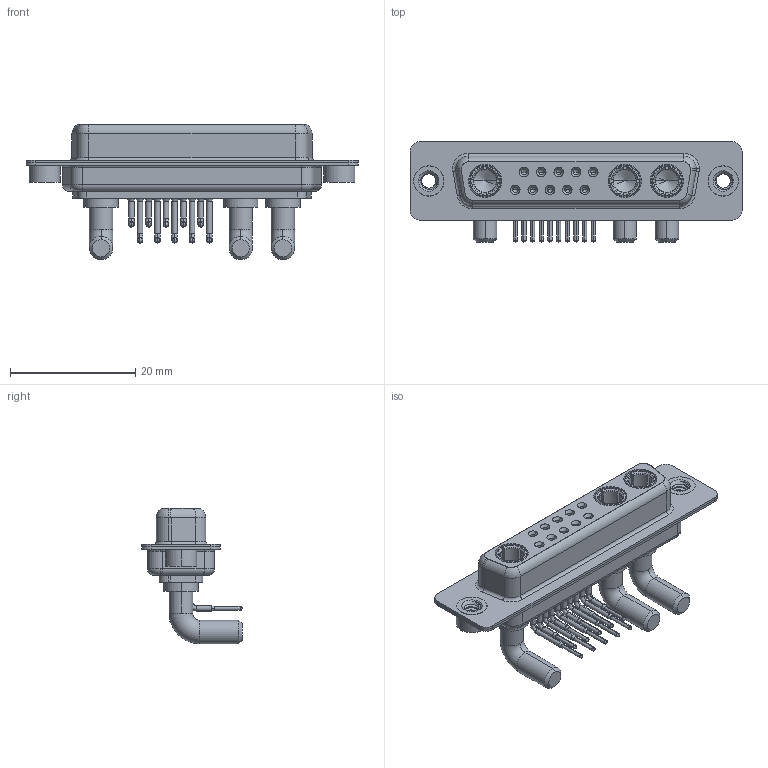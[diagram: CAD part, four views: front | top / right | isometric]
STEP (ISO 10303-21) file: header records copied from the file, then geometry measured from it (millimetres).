
FILE_DESCRIPTION (( 'STEP AP203' ), '1' );
FILE_NAME ('630-13W3640-4N2.STEP', '2022-06-01T17:11:53', ( '' ), ( '' ), 'SwSTEP 2.0', 'SolidWorks 2020', '' );
FILE_SCHEMA (( 'CONFIG_CONTROL_DESIGN' ));
Length unit declared in the file: millimetre
Products named in the file (8): 630-13W3640-4N2; 630Combo Housing_13W3; 630Combo Threaded Rivet_2; 630Combo Contact Row 1; Power Socket_40A RA; 630Combo Shell Front_25 Contacts; 630Combo Contact Row 2; 630Combo Shell Rear_25 Contacts
Assembly tree (18 placements, depth 2):
  630-13W3640-4N2
    630Combo Housing_13W3
    630Combo Shell Front_25 Contacts
    630Combo Shell Rear_25 Contacts
    630Combo Threaded Rivet_2  x2
    Power Socket_40A RA  x3
    630Combo Contact Row 1  x5
    630Combo Contact Row 2  x5
Bounding box: 53.05 x 16 x 21.68 mm (x, y, z)
Volume: 4244.1 mm3; surface area: 9150.2 mm2
Topology: 21 solids, 21 shells, 1043 faces, 2653 edges, 1676 vertices
Faces by surface type: cylinder 442, plane 304, cone 173, torus 75, bspline 49
Entity records: 19050 total; most frequent: CARTESIAN_POINT 4769, DIRECTION 2963, ORIENTED_EDGE 2632, EDGE_CURVE 1316, AXIS2_PLACEMENT_3D 1223, VERTEX_POINT 838, CIRCLE 670, EDGE_LOOP 634
